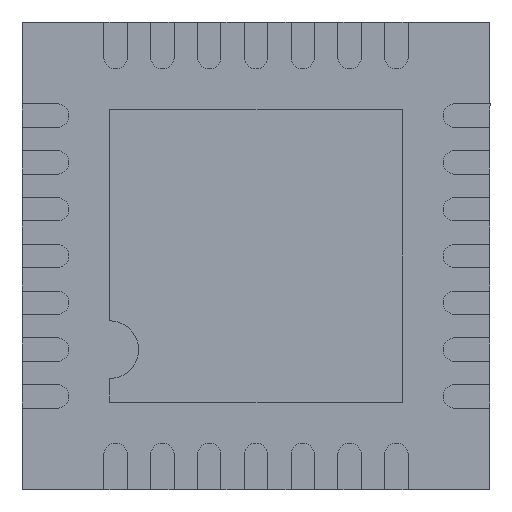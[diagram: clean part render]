
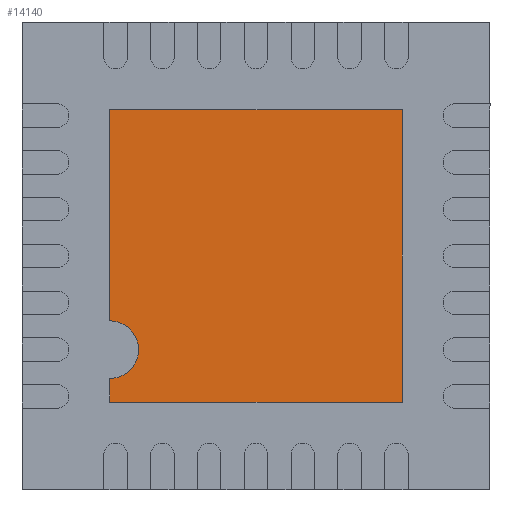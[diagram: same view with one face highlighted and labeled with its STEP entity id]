
A CAD part, front view. The second image highlights one B-rep face of the part: STEP entity #14140.
In plain terms, the highlighted planar face has unit normal (0, -1, 0).
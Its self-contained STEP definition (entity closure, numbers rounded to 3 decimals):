
#161 = VECTOR ( 'NONE', #1330, 1000. ) ;
#302 = LINE ( 'NONE', #8077, #8744 ) ;
#688 = VERTEX_POINT ( 'NONE', #11381 ) ;
#806 = VERTEX_POINT ( 'NONE', #7311 ) ;
#1258 = ORIENTED_EDGE ( 'NONE', *, *, #12903, .T. ) ;
#1329 = PLANE ( 'NONE',  #11925 ) ;
#1330 = DIRECTION ( 'NONE',  ( 0., 0., -1. ) ) ;
#1423 = CARTESIAN_POINT ( 'NONE',  ( -1.25, -0.035, -0.554 ) ) ;
#1581 = LINE ( 'NONE', #6945, #8837 ) ;
#2014 = EDGE_CURVE ( 'NONE', #688, #13897, #4805, .T. ) ;
#2637 = CARTESIAN_POINT ( 'NONE',  ( -1.25, -0.035, -1.25 ) ) ;
#2781 = EDGE_CURVE ( 'NONE', #13897, #14243, #3234, .T. ) ;
#3234 = CIRCLE ( 'NONE', #8081, 0.246 ) ;
#3387 = DIRECTION ( 'NONE',  ( 0., 0., 1. ) ) ;
#3414 = DIRECTION ( 'NONE',  ( 1., 0., 0. ) ) ;
#4104 = EDGE_CURVE ( 'NONE', #14243, #13554, #4785, .T. ) ;
#4600 = DIRECTION ( 'NONE',  ( 0., 0., -1. ) ) ;
#4785 = LINE ( 'NONE', #2637, #161 ) ;
#4805 = LINE ( 'NONE', #1423, #11551 ) ;
#5276 = CARTESIAN_POINT ( 'NONE',  ( -1.25, -0.035, 1.25 ) ) ;
#5954 = ORIENTED_EDGE ( 'NONE', *, *, #2781, .T. ) ;
#6124 = ORIENTED_EDGE ( 'NONE', *, *, #6549, .T. ) ;
#6549 = EDGE_CURVE ( 'NONE', #7674, #806, #302, .T. ) ;
#6805 = DIRECTION ( 'NONE',  ( 0., 0., -1. ) ) ;
#6945 = CARTESIAN_POINT ( 'NONE',  ( -1.25, -0.035, -1.25 ) ) ;
#7311 = CARTESIAN_POINT ( 'NONE',  ( 1.25, -0.035, 1.25 ) ) ;
#7421 = CARTESIAN_POINT ( 'NONE',  ( -1.25, -0.035, -0.554 ) ) ;
#7555 = ORIENTED_EDGE ( 'NONE', *, *, #9711, .T. ) ;
#7628 = CARTESIAN_POINT ( 'NONE',  ( -1.25, -0.035, -1.046 ) ) ;
#7637 = LINE ( 'NONE', #5276, #9333 ) ;
#7674 = VERTEX_POINT ( 'NONE', #11866 ) ;
#7941 = CARTESIAN_POINT ( 'NONE',  ( -1.25, -0.035, -0.8 ) ) ;
#8077 = CARTESIAN_POINT ( 'NONE',  ( 1.25, -0.035, -1.25 ) ) ;
#8081 = AXIS2_PLACEMENT_3D ( 'NONE', #11491, #14284, #4600 ) ;
#8744 = VECTOR ( 'NONE', #3387, 1000. ) ;
#8775 = CARTESIAN_POINT ( 'NONE',  ( -1.25, -0.035, -1.25 ) ) ;
#8837 = VECTOR ( 'NONE', #3414, 1000. ) ;
#9333 = VECTOR ( 'NONE', #11983, 1000. ) ;
#9711 = EDGE_CURVE ( 'NONE', #13554, #7674, #1581, .T. ) ;
#10119 = DIRECTION ( 'NONE',  ( 0., -1., 0. ) ) ;
#10196 = FACE_OUTER_BOUND ( 'NONE', #13151, .T. ) ;
#10199 = ORIENTED_EDGE ( 'NONE', *, *, #4104, .T. ) ;
#11116 = ORIENTED_EDGE ( 'NONE', *, *, #2014, .T. ) ;
#11381 = CARTESIAN_POINT ( 'NONE',  ( -1.25, -0.035, 1.25 ) ) ;
#11491 = CARTESIAN_POINT ( 'NONE',  ( -1.25, -0.035, -0.8 ) ) ;
#11551 = VECTOR ( 'NONE', #6805, 1000. ) ;
#11866 = CARTESIAN_POINT ( 'NONE',  ( 1.25, -0.035, -1.25 ) ) ;
#11925 = AXIS2_PLACEMENT_3D ( 'NONE', #7941, #10119, #12359 ) ;
#11983 = DIRECTION ( 'NONE',  ( -1., 0., 0. ) ) ;
#12359 = DIRECTION ( 'NONE',  ( 0., 0., -1. ) ) ;
#12903 = EDGE_CURVE ( 'NONE', #806, #688, #7637, .T. ) ;
#13151 = EDGE_LOOP ( 'NONE', ( #6124, #1258, #11116, #5954, #10199, #7555 ) ) ;
#13554 = VERTEX_POINT ( 'NONE', #8775 ) ;
#13897 = VERTEX_POINT ( 'NONE', #7421 ) ;
#14140 = ADVANCED_FACE ( 'NONE', ( #10196 ), #1329, .T. ) ;
#14243 = VERTEX_POINT ( 'NONE', #7628 ) ;
#14284 = DIRECTION ( 'NONE',  ( 0., 1., 0. ) ) ;
